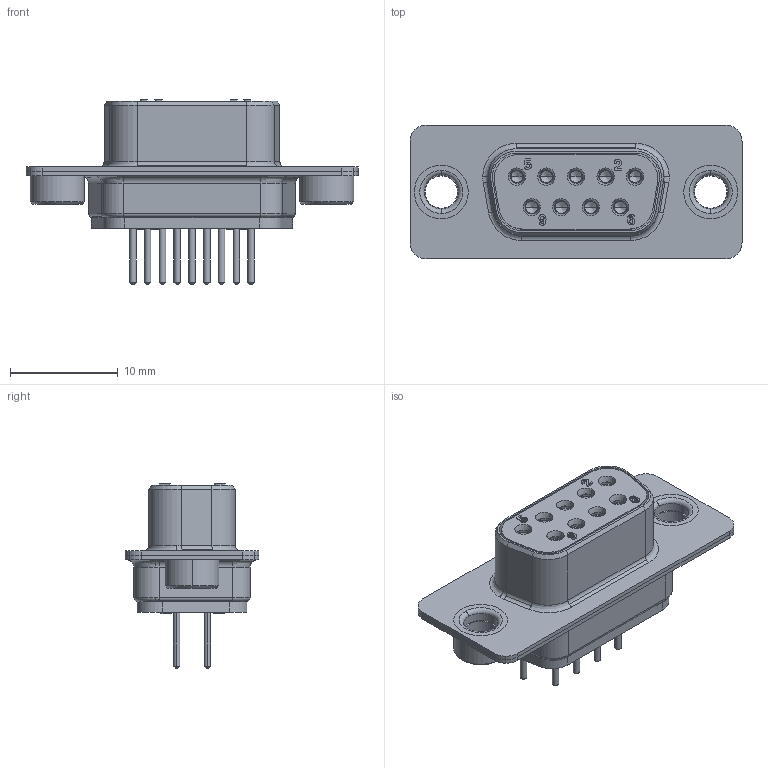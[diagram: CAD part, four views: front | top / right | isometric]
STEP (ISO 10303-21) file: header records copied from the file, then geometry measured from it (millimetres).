
FILE_DESCRIPTION((''),'2;1');
FILE_NAME('210611023.stp','2007-10-26T14:01:56',('martin.rickli'),(''),'Autodesk Inventor 9','Autodesk Inventor 9','');
FILE_SCHEMA(('AUTOMOTIVE_DESIGN { 1 0 10303 214 1 1 1 1 }'));
Length unit declared in the file: millimetre
Products named in the file (7): 052097; 00031a_09; R+B00105f; R+B00143b; R+B00137b; R+B00108b_female; DE002591
Assembly tree (15 placements, depth 2):
  052097
    00031a_09
    R+B00105f  x9
    R+B00143b
    R+B00137b
    R+B00108b_female  x2
    DE002591
Bounding box: 30.8 x 12.4 x 17.15 mm (x, y, z)
Volume: 1455.1 mm3; surface area: 4562.1 mm2
Topology: 15 solids, 15 shells, 1974 faces, 4917 edges, 3017 vertices
Faces by surface type: plane 1405, cylinder 286, bspline 123, cone 120, torus 40
Entity records: 21371 total; most frequent: CARTESIAN_POINT 6847, DIRECTION 3076, ORIENTED_EDGE 2988, EDGE_CURVE 1494, AXIS2_PLACEMENT_3D 1163, VERTEX_POINT 948, VECTOR 750, LINE 750
